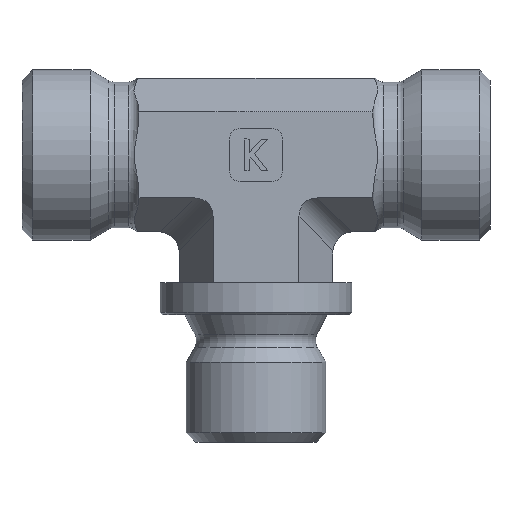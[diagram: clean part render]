
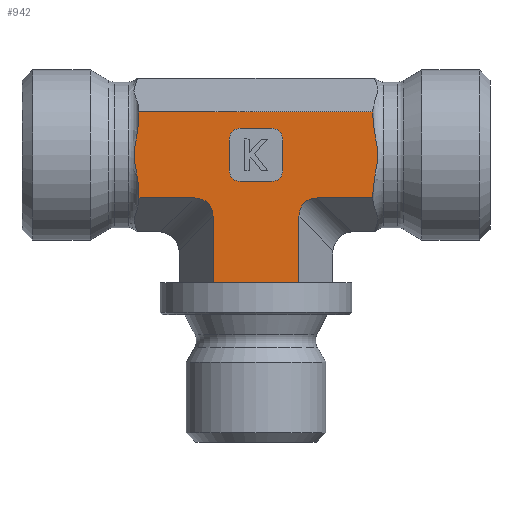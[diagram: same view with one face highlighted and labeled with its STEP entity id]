
A CAD part, left-side view. The second image highlights one B-rep face of the part: STEP entity #942.
In plain terms, the highlighted planar face has unit normal (-1, 0, 0).
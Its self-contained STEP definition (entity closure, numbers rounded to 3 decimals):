
#509=CARTESIAN_POINT('',(-26.485,20.544,8.447));
#510=VERTEX_POINT('',#509);
#518=CARTESIAN_POINT('',(-26.485,20.544,15.553));
#519=VERTEX_POINT('',#518);
#520=CARTESIAN_POINT('',(-26.485,20.544,15.553));
#521=CARTESIAN_POINT('',(-26.485,20.544,15.154));
#522=CARTESIAN_POINT('',(-26.485,20.602,14.678));
#523=CARTESIAN_POINT('',(-26.485,20.794,13.569));
#524=CARTESIAN_POINT('',(-26.485,21.017,12.727));
#525=CARTESIAN_POINT('',(-26.485,21.017,11.273));
#526=CARTESIAN_POINT('',(-26.485,20.794,10.431));
#527=CARTESIAN_POINT('',(-26.485,20.602,9.322));
#528=CARTESIAN_POINT('',(-26.485,20.544,8.846));
#529=CARTESIAN_POINT('',(-26.485,20.544,8.447));
#530=B_SPLINE_CURVE_WITH_KNOTS('',3,(#520,#521,#522,#523,#524,#525,#526,#527,#528,#529),.UNSPECIFIED.,.F.,.U.,(4,2,2,2,4),(0.775,0.894,1.112,1.33,1.45),.UNSPECIFIED.);
#531=EDGE_CURVE('',#519,#510,#530,.T.);
#721=CARTESIAN_POINT('',(-26.485,20.544,16.041));
#722=VERTEX_POINT('',#721);
#729=CARTESIAN_POINT('',(-26.485,-1.456,16.041));
#730=VERTEX_POINT('',#729);
#731=CARTESIAN_POINT('',(-26.485,20.544,16.041));
#732=DIRECTION('',(0.0,-1.0,0.0));
#733=VECTOR('',#732,22.0);
#734=LINE('',#731,#733);
#735=EDGE_CURVE('',#722,#730,#734,.T.);
#762=CARTESIAN_POINT('',(-26.485,5.502,0.0));
#763=DIRECTION('',(-1.0,0.0,0.0));
#764=DIRECTION('',(0.0,0.0,1.0));
#765=AXIS2_PLACEMENT_3D('',#762,#763,#764);
#766=PLANE('',#765);
#767=CARTESIAN_POINT('',(-26.485,20.544,16.041));
#768=DIRECTION('',(0.0,0.0,-1.0));
#769=VECTOR('',#768,0.489);
#770=LINE('',#767,#769);
#771=EDGE_CURVE('',#722,#519,#770,.T.);
#772=ORIENTED_EDGE('',*,*,#771,.T.);
#773=ORIENTED_EDGE('',*,*,#531,.T.);
#774=CARTESIAN_POINT('',(-26.485,20.544,7.959));
#775=VERTEX_POINT('',#774);
#776=CARTESIAN_POINT('',(-26.485,20.544,8.447));
#777=DIRECTION('',(0.0,0.0,-1.0));
#778=VECTOR('',#777,0.489);
#779=LINE('',#776,#778);
#780=EDGE_CURVE('',#510,#775,#779,.T.);
#781=ORIENTED_EDGE('',*,*,#780,.T.);
#782=CARTESIAN_POINT('',(-26.485,15.317,7.959));
#783=VERTEX_POINT('',#782);
#784=CARTESIAN_POINT('',(-26.485,15.317,7.959));
#785=DIRECTION('',(0.0,1.0,0.0));
#786=VECTOR('',#785,5.226);
#787=LINE('',#784,#786);
#788=EDGE_CURVE('',#783,#775,#787,.T.);
#789=ORIENTED_EDGE('',*,*,#788,.F.);
#790=CARTESIAN_POINT('',(-26.485,13.585,6.226));
#791=VERTEX_POINT('',#790);
#792=CARTESIAN_POINT('',(-26.485,15.895,5.649));
#793=DIRECTION('',(-1.0,0.0,0.0));
#794=DIRECTION('',(0.0,-0.707,0.707));
#795=AXIS2_PLACEMENT_3D('',#792,#793,#794);
#796=ELLIPSE('',#795,2.582,2.0);
#797=EDGE_CURVE('',#791,#783,#796,.T.);
#798=ORIENTED_EDGE('',*,*,#797,.F.);
#799=CARTESIAN_POINT('',(-26.485,13.585,0.0));
#800=VERTEX_POINT('',#799);
#801=CARTESIAN_POINT('',(-26.485,13.585,0.0));
#802=DIRECTION('',(0.0,0.0,1.0));
#803=VECTOR('',#802,6.226);
#804=LINE('',#801,#803);
#805=EDGE_CURVE('',#800,#791,#804,.T.);
#806=ORIENTED_EDGE('',*,*,#805,.F.);
#807=CARTESIAN_POINT('',(-26.485,5.502,0.0));
#808=VERTEX_POINT('',#807);
#809=CARTESIAN_POINT('',(-26.485,13.585,0.0));
#810=DIRECTION('',(0.0,-1.0,0.0));
#811=VECTOR('',#810,8.083);
#812=LINE('',#809,#811);
#813=EDGE_CURVE('',#800,#808,#812,.T.);
#814=ORIENTED_EDGE('',*,*,#813,.T.);
#815=CARTESIAN_POINT('',(-26.485,5.502,6.226));
#816=VERTEX_POINT('',#815);
#817=CARTESIAN_POINT('',(-26.485,5.502,0.0));
#818=DIRECTION('',(0.0,0.0,1.0));
#819=VECTOR('',#818,6.226);
#820=LINE('',#817,#819);
#821=EDGE_CURVE('',#808,#816,#820,.T.);
#822=ORIENTED_EDGE('',*,*,#821,.T.);
#823=CARTESIAN_POINT('',(-26.485,3.77,7.959));
#824=VERTEX_POINT('',#823);
#825=CARTESIAN_POINT('',(-26.485,3.193,5.649));
#826=DIRECTION('',(-1.0,0.0,0.0));
#827=DIRECTION('',(0.0,0.707,0.707));
#828=AXIS2_PLACEMENT_3D('',#825,#826,#827);
#829=ELLIPSE('',#828,2.582,2.0);
#830=EDGE_CURVE('',#824,#816,#829,.T.);
#831=ORIENTED_EDGE('',*,*,#830,.F.);
#832=CARTESIAN_POINT('',(-26.485,-1.456,7.959));
#833=VERTEX_POINT('',#832);
#834=CARTESIAN_POINT('',(-26.485,3.77,7.959));
#835=DIRECTION('',(0.0,-1.0,0.0));
#836=VECTOR('',#835,5.226);
#837=LINE('',#834,#836);
#838=EDGE_CURVE('',#824,#833,#837,.T.);
#839=ORIENTED_EDGE('',*,*,#838,.T.);
#840=CARTESIAN_POINT('',(-26.485,-1.456,8.447));
#841=VERTEX_POINT('',#840);
#842=CARTESIAN_POINT('',(-26.485,-1.456,7.959));
#843=DIRECTION('',(0.0,0.0,1.0));
#844=VECTOR('',#843,0.489);
#845=LINE('',#842,#844);
#846=EDGE_CURVE('',#833,#841,#845,.T.);
#847=ORIENTED_EDGE('',*,*,#846,.T.);
#848=CARTESIAN_POINT('',(-26.485,-1.456,15.553));
#849=VERTEX_POINT('',#848);
#850=CARTESIAN_POINT('',(-26.485,-1.456,8.447));
#851=CARTESIAN_POINT('',(-26.485,-1.456,8.846));
#852=CARTESIAN_POINT('',(-26.485,-1.514,9.322));
#853=CARTESIAN_POINT('',(-26.485,-1.706,10.431));
#854=CARTESIAN_POINT('',(-26.485,-1.929,11.273));
#855=CARTESIAN_POINT('',(-26.485,-1.929,12.727));
#856=CARTESIAN_POINT('',(-26.485,-1.706,13.569));
#857=CARTESIAN_POINT('',(-26.485,-1.514,14.678));
#858=CARTESIAN_POINT('',(-26.485,-1.456,15.154));
#859=CARTESIAN_POINT('',(-26.485,-1.456,15.553));
#860=B_SPLINE_CURVE_WITH_KNOTS('',3,(#850,#851,#852,#853,#854,#855,#856,#857,#858,#859),.UNSPECIFIED.,.F.,.U.,(4,2,2,2,4),(0.775,0.894,1.112,1.33,1.45),.UNSPECIFIED.);
#861=EDGE_CURVE('',#841,#849,#860,.T.);
#862=ORIENTED_EDGE('',*,*,#861,.T.);
#863=CARTESIAN_POINT('',(-26.485,-1.456,15.553));
#864=DIRECTION('',(0.0,0.0,1.0));
#865=VECTOR('',#864,0.489);
#866=LINE('',#863,#865);
#867=EDGE_CURVE('',#849,#730,#866,.T.);
#868=ORIENTED_EDGE('',*,*,#867,.T.);
#869=ORIENTED_EDGE('',*,*,#735,.F.);
#870=EDGE_LOOP('',(#772,#773,#781,#789,#798,#806,#814,#822,#831,#839,#847,#862,#868,#869));
#871=FACE_OUTER_BOUND('',#870,.T.);
#872=CARTESIAN_POINT('',(-26.485,11.044,14.5));
#873=VERTEX_POINT('',#872);
#874=CARTESIAN_POINT('',(-26.485,8.044,14.5));
#875=VERTEX_POINT('',#874);
#876=CARTESIAN_POINT('',(-26.485,11.044,14.5));
#877=DIRECTION('',(0.0,-1.0,0.0));
#878=VECTOR('',#877,3.);
#879=LINE('',#876,#878);
#880=EDGE_CURVE('',#873,#875,#879,.T.);
#881=ORIENTED_EDGE('',*,*,#880,.T.);
#882=CARTESIAN_POINT('',(-26.485,7.044,13.5));
#883=VERTEX_POINT('',#882);
#884=CARTESIAN_POINT('',(-26.485,8.044,13.5));
#885=DIRECTION('',(-1.0,0.0,0.0));
#886=DIRECTION('',(0.0,-0.707,0.707));
#887=AXIS2_PLACEMENT_3D('',#884,#885,#886);
#888=CIRCLE('',#887,1.0);
#889=EDGE_CURVE('',#883,#875,#888,.T.);
#890=ORIENTED_EDGE('',*,*,#889,.F.);
#891=CARTESIAN_POINT('',(-26.485,7.044,10.5));
#892=VERTEX_POINT('',#891);
#893=CARTESIAN_POINT('',(-26.485,7.044,13.5));
#894=DIRECTION('',(0.0,0.0,-1.0));
#895=VECTOR('',#894,3.0);
#896=LINE('',#893,#895);
#897=EDGE_CURVE('',#883,#892,#896,.T.);
#898=ORIENTED_EDGE('',*,*,#897,.T.);
#899=CARTESIAN_POINT('',(-26.485,8.044,9.5));
#900=VERTEX_POINT('',#899);
#901=CARTESIAN_POINT('',(-26.485,8.044,10.5));
#902=DIRECTION('',(-1.0,0.0,0.0));
#903=DIRECTION('',(0.0,-0.707,-0.707));
#904=AXIS2_PLACEMENT_3D('',#901,#902,#903);
#905=CIRCLE('',#904,1.0);
#906=EDGE_CURVE('',#900,#892,#905,.T.);
#907=ORIENTED_EDGE('',*,*,#906,.F.);
#908=CARTESIAN_POINT('',(-26.485,11.044,9.5));
#909=VERTEX_POINT('',#908);
#910=CARTESIAN_POINT('',(-26.485,8.044,9.5));
#911=DIRECTION('',(0.0,1.0,0.0));
#912=VECTOR('',#911,3.);
#913=LINE('',#910,#912);
#914=EDGE_CURVE('',#900,#909,#913,.T.);
#915=ORIENTED_EDGE('',*,*,#914,.T.);
#916=CARTESIAN_POINT('',(-26.485,12.044,10.5));
#917=VERTEX_POINT('',#916);
#918=CARTESIAN_POINT('',(-26.485,11.044,10.5));
#919=DIRECTION('',(-1.0,0.0,0.0));
#920=DIRECTION('',(0.0,0.707,-0.707));
#921=AXIS2_PLACEMENT_3D('',#918,#919,#920);
#922=CIRCLE('',#921,1.0);
#923=EDGE_CURVE('',#917,#909,#922,.T.);
#924=ORIENTED_EDGE('',*,*,#923,.F.);
#925=CARTESIAN_POINT('',(-26.485,12.044,13.5));
#926=VERTEX_POINT('',#925);
#927=CARTESIAN_POINT('',(-26.485,12.044,10.5));
#928=DIRECTION('',(0.0,0.0,1.0));
#929=VECTOR('',#928,3.0);
#930=LINE('',#927,#929);
#931=EDGE_CURVE('',#917,#926,#930,.T.);
#932=ORIENTED_EDGE('',*,*,#931,.T.);
#933=CARTESIAN_POINT('',(-26.485,11.044,13.5));
#934=DIRECTION('',(-1.0,0.0,0.0));
#935=DIRECTION('',(0.0,0.707,0.707));
#936=AXIS2_PLACEMENT_3D('',#933,#934,#935);
#937=CIRCLE('',#936,1.0);
#938=EDGE_CURVE('',#873,#926,#937,.T.);
#939=ORIENTED_EDGE('',*,*,#938,.F.);
#940=EDGE_LOOP('',(#881,#890,#898,#907,#915,#924,#932,#939));
#941=FACE_BOUND('',#940,.T.);
#942=ADVANCED_FACE('',(#871,#941),#766,.T.);
